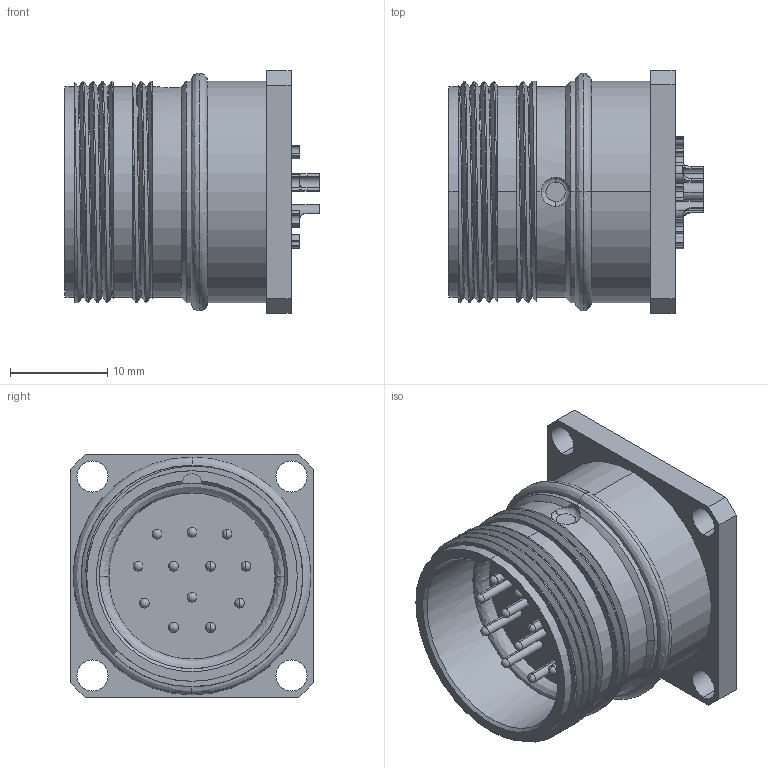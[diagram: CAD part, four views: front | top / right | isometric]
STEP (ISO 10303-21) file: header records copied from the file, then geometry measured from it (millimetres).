
FILE_DESCRIPTION (( 'STEP AP203' ), '1' );
FILE_NAME ('P390-12A.STEP', '2020-12-02T01:32:06', ( 'edpusr' ), ( 'Microsoft' ), 'SwSTEP 2.0', 'SolidWorks 2015', '' );
FILE_SCHEMA (( 'CONFIG_CONTROL_DESIGN' ));
Length unit declared in the file: millimetre
Products named in the file (1): P390-12A
Bounding box: 26.2 x 25 x 25 mm (x, y, z)
Volume: 6510.9 mm3; surface area: 4770.7 mm2
Topology: 1 solids, 1 shells, 243 faces, 647 edges, 400 vertices
Faces by surface type: cylinder 126, plane 82, bspline 31, cone 4
Entity records: 10274 total; most frequent: CARTESIAN_POINT 4465, ORIENTED_EDGE 1226, DIRECTION 1180, EDGE_CURVE 613, AXIS2_PLACEMENT_3D 463, VERTEX_POINT 400, EDGE_LOOP 279, VECTOR 254
